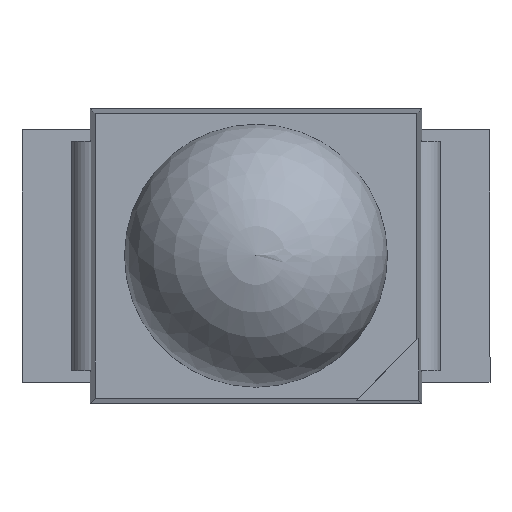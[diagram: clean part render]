
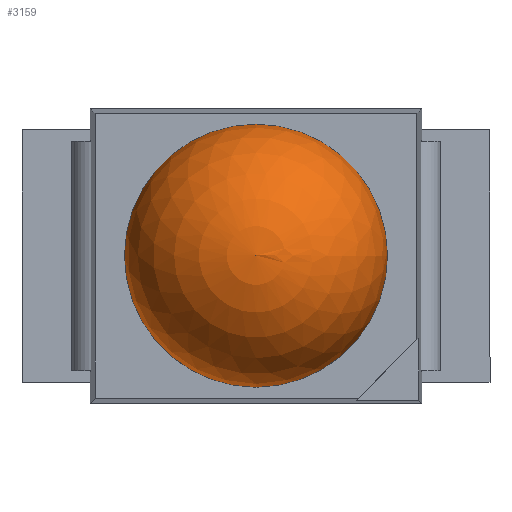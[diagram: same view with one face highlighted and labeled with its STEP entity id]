
A CAD part, top view. The second image highlights one B-rep face of the part: STEP entity #3159.
In plain terms, the highlighted spherical face has radius 1.25 mm.
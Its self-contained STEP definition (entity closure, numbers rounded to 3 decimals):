
#18=SPHERICAL_SURFACE('',#3358,1.25);
#152=CIRCLE('',#3357,1.25);
#754=ORIENTED_EDGE('',*,*,#1103,.T.);
#1103=EDGE_CURVE('',#1324,#1324,#152,.T.);
#1324=VERTEX_POINT('',#4729);
#1982=EDGE_LOOP('',(#754));
#2120=FACE_BOUND('',#1982,.T.);
#3159=ADVANCED_FACE('',(#2120),#18,.T.);
#3357=AXIS2_PLACEMENT_3D('',#4728,#3933,#3934);
#3358=AXIS2_PLACEMENT_3D('',#4730,#3935,#3936);
#3933=DIRECTION('',(0.,0.,1.));
#3934=DIRECTION('',(1.,0.,0.));
#3935=DIRECTION('',(0.,0.,1.));
#3936=DIRECTION('',(1.,0.,0.));
#4728=CARTESIAN_POINT('',(0.,0.,0.25));
#4729=CARTESIAN_POINT('',(1.25,0.,0.25));
#4730=CARTESIAN_POINT('',(0.,0.,0.25));
